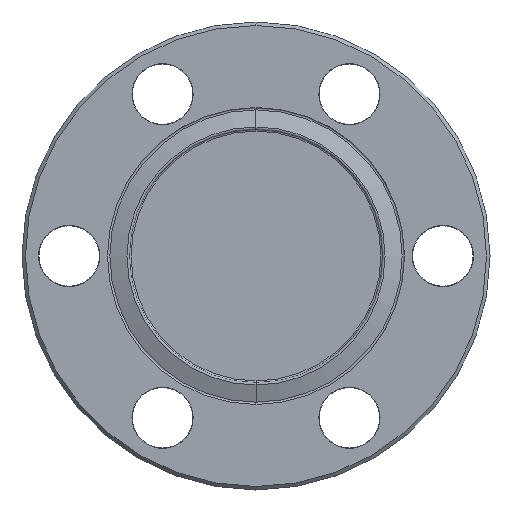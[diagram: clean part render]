
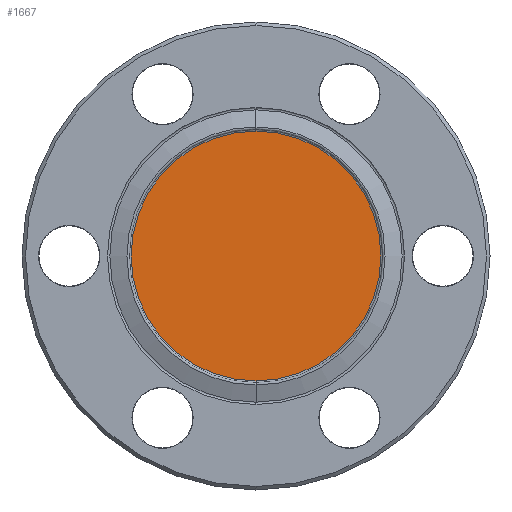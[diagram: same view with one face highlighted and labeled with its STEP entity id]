
A CAD part, left-side view. The second image highlights one B-rep face of the part: STEP entity #1667.
In plain terms, the highlighted planar face has unit normal (-1, 0, 0).
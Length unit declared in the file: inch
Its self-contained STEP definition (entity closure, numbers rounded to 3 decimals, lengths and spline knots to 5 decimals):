
#48 = PLANE ( 'NONE',  #1303 ) ;
#285 = AXIS2_PLACEMENT_3D ( 'NONE', #1678, #478, #1383 ) ;
#468 = DIRECTION ( 'NONE',  ( 1., 0., 0. ) ) ;
#476 = EDGE_CURVE ( 'NONE', #1682, #914, #611, .T. ) ;
#478 = DIRECTION ( 'NONE',  ( -1., 0., 0. ) ) ;
#611 = CIRCLE ( 'NONE', #285, 0.355 ) ;
#878 = EDGE_LOOP ( 'NONE', ( #1462, #969 ) ) ;
#914 = VERTEX_POINT ( 'NONE', #1464 ) ;
#942 = CARTESIAN_POINT ( 'NONE',  ( 0.051, 0., 0.355 ) ) ;
#969 = ORIENTED_EDGE ( 'NONE', *, *, #476, .T. ) ;
#1036 = EDGE_CURVE ( 'NONE', #914, #1682, #1872, .T. ) ;
#1092 = DIRECTION ( 'NONE',  ( 0., 0., -1. ) ) ;
#1172 = DIRECTION ( 'NONE',  ( 0., 0., -1. ) ) ;
#1303 = AXIS2_PLACEMENT_3D ( 'NONE', #1876, #468, #1092 ) ;
#1383 = DIRECTION ( 'NONE',  ( 0., 0., -1. ) ) ;
#1462 = ORIENTED_EDGE ( 'NONE', *, *, #1036, .T. ) ;
#1464 = CARTESIAN_POINT ( 'NONE',  ( 0.051, 0., -0.355 ) ) ;
#1517 = DIRECTION ( 'NONE',  ( -1., 0., 0. ) ) ;
#1587 = FACE_OUTER_BOUND ( 'NONE', #878, .T. ) ;
#1667 = ADVANCED_FACE ( 'NONE', ( #1587 ), #48, .F. ) ;
#1678 = CARTESIAN_POINT ( 'NONE',  ( 0.051, 0., 0. ) ) ;
#1682 = VERTEX_POINT ( 'NONE', #942 ) ;
#1742 = AXIS2_PLACEMENT_3D ( 'NONE', #1822, #1517, #1172 ) ;
#1822 = CARTESIAN_POINT ( 'NONE',  ( 0.051, 0., 0. ) ) ;
#1872 = CIRCLE ( 'NONE', #1742, 0.355 ) ;
#1876 = CARTESIAN_POINT ( 'NONE',  ( 0.051, 0.36, 0. ) ) ;
